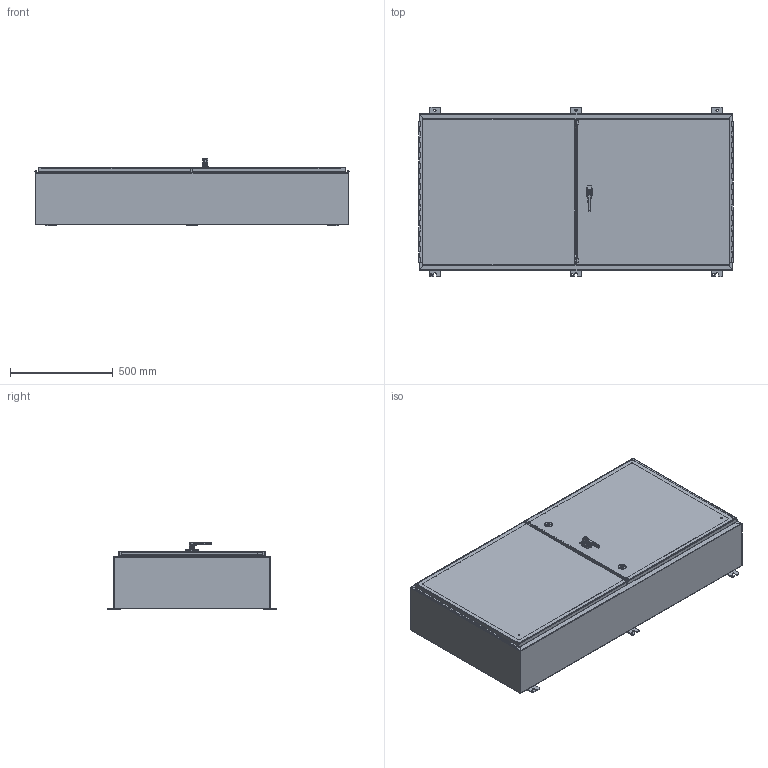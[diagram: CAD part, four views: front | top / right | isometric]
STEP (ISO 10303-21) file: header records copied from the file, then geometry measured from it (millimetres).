
FILE_DESCRIPTION(/* description */ ('ENCL,NEMA12,2D,WM,30X60X10'),/* implementation_level */ '2;1');
FILE_NAME(/* name */ 'WA306010WF.stp',/* time_stamp */ '2021-04-26T11:18:13-05:00',/* author */ ('dnichola'),/* organization */ (''),/* preprocessor_version */ 'ST-DEVELOPER v18.1',/* originating_system */ 'Autodesk Inventor 2020',/* authorisation */ '');
FILE_SCHEMA (('AUTOMOTIVE_DESIGN { 1 0 10303 214 3 1 1 }'));
Products named in the file (43): WA306010WF; 34840; WA306010WFLRS; WA306010WFBTB; WA3060WFFIP; SS_LARGE_DOOR_ROD_ASSM-37039-13.13; HFW31712; 1091-903_AF0; 1091-903_AF0_1; 1091-903_AF0_2; PLASTIC-ROLLER-CAM_AF0_ASM; PLASTIC-ROLLER-CAM_AF1; 7379-M6-8X25_AF0; LOCK-NUT_AF0; SUPPORT-ROLL_AF0; 1091-BR11_AF0; 37037; ANSI B18.6.3 - 3/8-16 UNC - 1.75; HFW3762; 31230; 3862; 3244; 3761; WA30WFSTRIPGSKT; HFW3524; WA302WFDPK; WA3060WFLDR; WA3060WFSDR; 38859; 328133; 328133_1; 328133T; 328133L; 328133P; HFW312002; CP10184202R01_Standard; CP10184202R01_Deep Recess; CP10184202R03 MODIFY; CP10184202R02; CP10184202R04 ...
Assembly tree (69 placements, depth 5):
  WA306010WF
    WA306010WFLRS  x2
    34840  x6
    WA306010WFBTB
    WA3060WFFIP  x2
    SS_LARGE_DOOR_ROD_ASSM-37039-13.13
      HFW31712
        1091-903_AF0
          1091-903_AF0_1
          1091-903_AF0_2
        PLASTIC-ROLLER-CAM_AF0_ASM
          PLASTIC-ROLLER-CAM_AF1
          7379-M6-8X25_AF0
          LOCK-NUT_AF0
        SUPPORT-ROLL_AF0
        1091-BR11_AF0
      37037  x2
      ANSI B18.6.3 - 3/8-16 UNC - 1.75  x2
      HFW3762  x4
      31230  x2
      3862  x2
    3244
    3761
    WA30WFSTRIPGSKT
    HFW3524  x2
    WA302WFDPK
    38846  x4
    WA3060WFLDR
    WA3060WFSDR
    38859  x6
    328133
      328133T
      328133L
      328133P
    328133_1
      328133T
      328133L
      328133P
    HFW312002  x2
      CP10184202R01_Standard
        CP10184202R01_Deep Recess
        CP10184202R03 MODIFY
      CP10184202R02
      CP10184202R04
        _22030_0932_Spring_Plunger__1_b_2
        _22030_0932_Spring_Plunger__1_a_4
Bounding box: 1527.76 x 825.5 x 328.09 mm (x, y, z)
Volume: 8308172.6 mm3; surface area: 8195431.8 mm2
Topology: 64 solids, 111 shells, 3156 faces, 8156 edges, 5255 vertices
Faces by surface type: plane 1560, cylinder 752, bspline 632, torus 86, cone 66, sphere 60
Full cylindrical faces by diameter (mm): 1.5 x2, 2.5 x2, 2.921 x4, 3.048 x2, 3.17 x1, 3.302 x1, 3.5 x2, 3.9 x1, 4 x3, 4.039 x2, 4.2 x2, 4.5 x2, 4.773 x2, 5 x5, 5.16 x20, 6 x3, 6.128 x2, 6.172 x2, 6.35 x12, 6.41 x2, 6.535 x16, 7.144 x2, 7.938 x2, 7.95 x6, 8 x1, 8.153 x2, 8.2 x1, 8.382 x12, 8.56 x4, 8.7 x2
Entity records: 102641 total; most frequent: CARTESIAN_POINT 49362, ORIENTED_EDGE 11408, DIRECTION 9446, EDGE_CURVE 5704, VERTEX_POINT 3685, AXIS2_PLACEMENT_3D 3159, LINE 3128, VECTOR 3128
